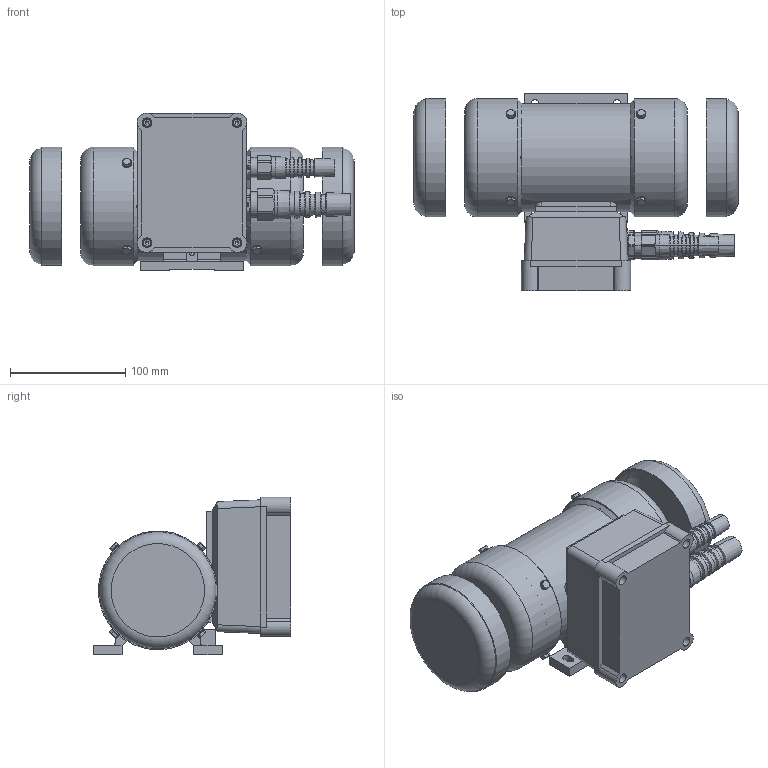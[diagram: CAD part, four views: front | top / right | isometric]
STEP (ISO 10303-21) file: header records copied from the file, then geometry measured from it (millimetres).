
FILE_DESCRIPTION(/* description */ (''),/* implementation_level */ '2;1');
FILE_NAME(/* name */ 'JX07-2-1',/* time_stamp */ '2020-10-01T10:51:06+02:00',/* author */ (''),/* organization */ (''),/* preprocessor_version */ 'ST-DEVELOPER v16.5',/* originating_system */ 'HiCAD 2019 2402.2 Build 521',/* authorisation */ '');
FILE_SCHEMA (('AUTOMOTIVE_DESIGN { 1 0 10303 214 1 1 1 1 }'));
Products named in the file (26): Root; Aktuelle JX Antriebe - mit Erdungsbohrung; 50Hz; 0296851_UNWUCHTANTRIEB; Haubenausbaumaß; Haube; Gehäuse; DIN 128-A 4-FSt_Scheiben; ISO 4017-M4x12-8.8_Sechskantschrauben
Assembly tree (25 placements, depth 6):
  Root
    Aktuelle JX Antriebe - mit Erdungsbohrung
      50Hz
        0296851_UNWUCHTANTRIEB
          Haubenausbaumaß
            Haube
            Haube
          Gehäuse
          Haube
            DIN 128-A 4-FSt_Scheiben
            DIN 128-A 4-FSt_Scheiben
            DIN 128-A 4-FSt_Scheiben
            DIN 128-A 4-FSt_Scheiben
            ISO 4017-M4x12-8.8_Sechskantschrauben
            ISO 4017-M4x12-8.8_Sechskantschrauben
            ISO 4017-M4x12-8.8_Sechskantschrauben
            ISO 4017-M4x12-8.8_Sechskantschrauben
          Haube
            DIN 128-A 4-FSt_Scheiben
            DIN 128-A 4-FSt_Scheiben
            DIN 128-A 4-FSt_Scheiben
            DIN 128-A 4-FSt_Scheiben
            ISO 4017-M4x12-8.8_Sechskantschrauben
            ISO 4017-M4x12-8.8_Sechskantschrauben
            ISO 4017-M4x12-8.8_Sechskantschrauben
            ISO 4017-M4x12-8.8_Sechskantschrauben
Bounding box: 282 x 171.26 x 136.85 mm (x, y, z)
Volume: 582727.4 mm3; surface area: 361172.5 mm2
Topology: 27 solids, 51 shells, 885 faces, 2095 edges, 1350 vertices
Faces by surface type: plane 433, cylinder 253, cone 181, torus 18
Full cylindrical faces by diameter (mm): 3.141 x4, 3.3 x16, 4 x29, 4.2 x9, 5 x25, 6 x8, 7 x4, 8.5 x4, 16 x2, 20 x1, 74 x1, 94 x1, 101 x6, 103 x4
Entity records: 58123 total; most frequent: CARTESIAN_POINT 20314, DIRECTION 4267, PRESENTATION_STYLE_ASSIGNMENT 3614, DRAUGHTING_PRE_DEFINED_CURVE_FONT 3593, CURVE_STYLE 3593, OVER_RIDING_STYLED_ITEM 3593, ORIENTED_EDGE 3593, COLOUR_RGB 3577
